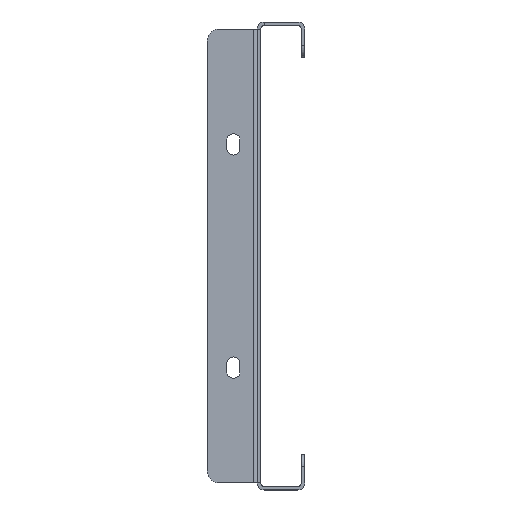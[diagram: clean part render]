
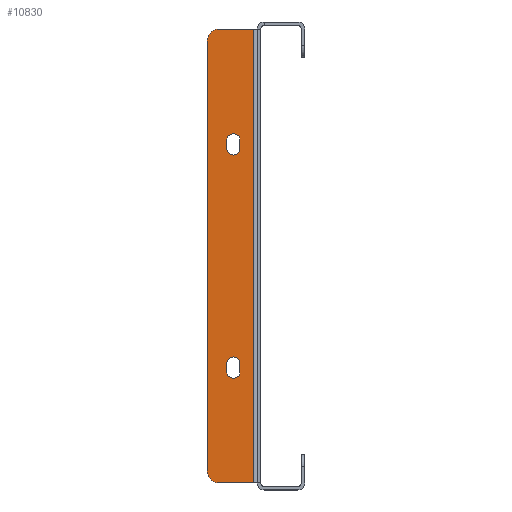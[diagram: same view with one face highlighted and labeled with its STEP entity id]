
A CAD part, left-side view. The second image highlights one B-rep face of the part: STEP entity #10830.
In plain terms, the highlighted planar face has unit normal (-1, 0, 0).
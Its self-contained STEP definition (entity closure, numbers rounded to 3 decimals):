
#60 = CARTESIAN_POINT ( 'NONE',  ( -446., 10., -45.25 ) ) ;
#109 = CARTESIAN_POINT ( 'NONE',  ( -446., 12.75, -45.25 ) ) ;
#116 = CIRCLE ( 'NONE', #2934, 5. ) ;
#144 = ORIENTED_EDGE ( 'NONE', *, *, #4511, .F. ) ;
#214 = VERTEX_POINT ( 'NONE', #109 ) ;
#292 = VECTOR ( 'NONE', #1896, 1000. ) ;
#654 = VECTOR ( 'NONE', #9180, 1000. ) ;
#789 = DIRECTION ( 'NONE',  ( -1., 0., 0. ) ) ;
#798 = CARTESIAN_POINT ( 'NONE',  ( -446., 16., -95.5 ) ) ;
#883 = VERTEX_POINT ( 'NONE', #10198 ) ;
#1016 = VECTOR ( 'NONE', #2284, 1000. ) ;
#1074 = CARTESIAN_POINT ( 'NONE',  ( -446., 0., 95.5 ) ) ;
#1179 = LINE ( 'NONE', #7897, #7397 ) ;
#1307 = EDGE_CURVE ( 'NONE', #1697, #10435, #4844, .T. ) ;
#1326 = CARTESIAN_POINT ( 'NONE',  ( -446., 10., 45.25 ) ) ;
#1358 = EDGE_CURVE ( 'NONE', #7451, #3812, #3965, .T. ) ;
#1421 = ORIENTED_EDGE ( 'NONE', *, *, #10562, .F. ) ;
#1456 = ORIENTED_EDGE ( 'NONE', *, *, #1307, .F. ) ;
#1667 = CARTESIAN_POINT ( 'NONE',  ( -446., 1.5, 0. ) ) ;
#1697 = VERTEX_POINT ( 'NONE', #1863 ) ;
#1749 = VERTEX_POINT ( 'NONE', #4541 ) ;
#1863 = CARTESIAN_POINT ( 'NONE',  ( -446., 1.5, -95.5 ) ) ;
#1896 = DIRECTION ( 'NONE',  ( 0., -1., 0. ) ) ;
#2081 = VERTEX_POINT ( 'NONE', #7232 ) ;
#2095 = DIRECTION ( 'NONE',  ( 0., -1., 0. ) ) ;
#2123 = ORIENTED_EDGE ( 'NONE', *, *, #7749, .F. ) ;
#2284 = DIRECTION ( 'NONE',  ( 0., 0., 1. ) ) ;
#2534 = ORIENTED_EDGE ( 'NONE', *, *, #8661, .F. ) ;
#2934 = AXIS2_PLACEMENT_3D ( 'NONE', #7637, #5239, #3632 ) ;
#2943 = VECTOR ( 'NONE', #7144, 1000. ) ;
#3063 = CARTESIAN_POINT ( 'NONE',  ( -446., 12.75, 45.25 ) ) ;
#3066 = VERTEX_POINT ( 'NONE', #9428 ) ;
#3237 = CARTESIAN_POINT ( 'NONE',  ( -446., 1.5, 95.5 ) ) ;
#3240 = VERTEX_POINT ( 'NONE', #9195 ) ;
#3402 = CARTESIAN_POINT ( 'NONE',  ( -446., 16., 95.5 ) ) ;
#3445 = DIRECTION ( 'NONE',  ( -1., 0., 0. ) ) ;
#3457 = LINE ( 'NONE', #1667, #654 ) ;
#3458 = FACE_OUTER_BOUND ( 'NONE', #9992, .T. ) ;
#3527 = VECTOR ( 'NONE', #6455, 1000. ) ;
#3632 = DIRECTION ( 'NONE',  ( 0., -1., 0. ) ) ;
#3687 = DIRECTION ( 'NONE',  ( 0., 0., -1. ) ) ;
#3736 = ORIENTED_EDGE ( 'NONE', *, *, #7982, .F. ) ;
#3802 = DIRECTION ( 'NONE',  ( 0., -1., 0. ) ) ;
#3812 = VERTEX_POINT ( 'NONE', #10646 ) ;
#3824 = VERTEX_POINT ( 'NONE', #9033 ) ;
#3869 = EDGE_LOOP ( 'NONE', ( #4039, #2123, #144, #1421 ) ) ;
#3965 = CIRCLE ( 'NONE', #5372, 5. ) ;
#4011 = CARTESIAN_POINT ( 'NONE',  ( -446., 21., -90.5 ) ) ;
#4039 = ORIENTED_EDGE ( 'NONE', *, *, #6012, .F. ) ;
#4052 = CIRCLE ( 'NONE', #5449, 2.75 ) ;
#4301 = DIRECTION ( 'NONE',  ( 0., -1., 0. ) ) ;
#4367 = VERTEX_POINT ( 'NONE', #3237 ) ;
#4450 = LINE ( 'NONE', #5369, #6680 ) ;
#4511 = EDGE_CURVE ( 'NONE', #1749, #3824, #7205, .T. ) ;
#4541 = CARTESIAN_POINT ( 'NONE',  ( -446., 12.75, -48.75 ) ) ;
#4544 = DIRECTION ( 'NONE',  ( 0., 0., 1. ) ) ;
#4697 = EDGE_CURVE ( 'NONE', #1697, #4367, #3457, .T. ) ;
#4844 = LINE ( 'NONE', #4952, #9465 ) ;
#4952 = CARTESIAN_POINT ( 'NONE',  ( -446., 21., -95.5 ) ) ;
#5013 = PLANE ( 'NONE',  #7036 ) ;
#5100 = AXIS2_PLACEMENT_3D ( 'NONE', #1326, #5544, #2095 ) ;
#5239 = DIRECTION ( 'NONE',  ( -1., 0., 0. ) ) ;
#5369 = CARTESIAN_POINT ( 'NONE',  ( -446., 7.25, -45.25 ) ) ;
#5372 = AXIS2_PLACEMENT_3D ( 'NONE', #9451, #8614, #10958 ) ;
#5437 = ORIENTED_EDGE ( 'NONE', *, *, #6376, .T. ) ;
#5449 = AXIS2_PLACEMENT_3D ( 'NONE', #9527, #7954, #3802 ) ;
#5544 = DIRECTION ( 'NONE',  ( -1., 0., 0. ) ) ;
#5655 = EDGE_CURVE ( 'NONE', #883, #2081, #7291, .T. ) ;
#5907 = LINE ( 'NONE', #9307, #1016 ) ;
#5974 = CIRCLE ( 'NONE', #5100, 2.75 ) ;
#6012 = EDGE_CURVE ( 'NONE', #3066, #214, #8125, .T. ) ;
#6119 = CARTESIAN_POINT ( 'NONE',  ( -446., 7.25, 48.75 ) ) ;
#6246 = EDGE_CURVE ( 'NONE', #10616, #3812, #5907, .T. ) ;
#6376 = EDGE_CURVE ( 'NONE', #10616, #10435, #116, .T. ) ;
#6455 = DIRECTION ( 'NONE',  ( 0., 0., -1. ) ) ;
#6572 = LINE ( 'NONE', #9648, #2943 ) ;
#6680 = VECTOR ( 'NONE', #4544, 1000. ) ;
#6758 = VERTEX_POINT ( 'NONE', #6119 ) ;
#6911 = ORIENTED_EDGE ( 'NONE', *, *, #7207, .F. ) ;
#7036 = AXIS2_PLACEMENT_3D ( 'NONE', #10123, #789, #4301 ) ;
#7101 = ORIENTED_EDGE ( 'NONE', *, *, #6246, .F. ) ;
#7144 = DIRECTION ( 'NONE',  ( 0., 0., 1. ) ) ;
#7205 = CIRCLE ( 'NONE', #7756, 2.75 ) ;
#7207 = EDGE_CURVE ( 'NONE', #7451, #4367, #10351, .T. ) ;
#7232 = CARTESIAN_POINT ( 'NONE',  ( -446., 12.75, 45.25 ) ) ;
#7291 = LINE ( 'NONE', #3063, #3527 ) ;
#7366 = ORIENTED_EDGE ( 'NONE', *, *, #7938, .F. ) ;
#7377 = EDGE_LOOP ( 'NONE', ( #3736, #10137, #2534, #7366 ) ) ;
#7397 = VECTOR ( 'NONE', #3687, 1000. ) ;
#7451 = VERTEX_POINT ( 'NONE', #3402 ) ;
#7624 = FACE_BOUND ( 'NONE', #7377, .T. ) ;
#7637 = CARTESIAN_POINT ( 'NONE',  ( -446., 16., -90.5 ) ) ;
#7725 = ORIENTED_EDGE ( 'NONE', *, *, #1358, .T. ) ;
#7749 = EDGE_CURVE ( 'NONE', #3824, #3066, #4450, .T. ) ;
#7756 = AXIS2_PLACEMENT_3D ( 'NONE', #9832, #9945, #8898 ) ;
#7897 = CARTESIAN_POINT ( 'NONE',  ( -446., 12.75, -45.25 ) ) ;
#7938 = EDGE_CURVE ( 'NONE', #3240, #6758, #6572, .T. ) ;
#7954 = DIRECTION ( 'NONE',  ( -1., 0., 0. ) ) ;
#7982 = EDGE_CURVE ( 'NONE', #2081, #3240, #5974, .T. ) ;
#8125 = CIRCLE ( 'NONE', #8499, 2.75 ) ;
#8499 = AXIS2_PLACEMENT_3D ( 'NONE', #60, #3445, #9394 ) ;
#8614 = DIRECTION ( 'NONE',  ( -1., 0., 0. ) ) ;
#8661 = EDGE_CURVE ( 'NONE', #6758, #883, #4052, .T. ) ;
#8898 = DIRECTION ( 'NONE',  ( 0., 1., 0. ) ) ;
#9033 = CARTESIAN_POINT ( 'NONE',  ( -446., 7.25, -48.75 ) ) ;
#9180 = DIRECTION ( 'NONE',  ( 0., 0., 1. ) ) ;
#9195 = CARTESIAN_POINT ( 'NONE',  ( -446., 7.25, 45.25 ) ) ;
#9307 = CARTESIAN_POINT ( 'NONE',  ( -446., 21., 95.5 ) ) ;
#9348 = FACE_BOUND ( 'NONE', #3869, .T. ) ;
#9394 = DIRECTION ( 'NONE',  ( 0., 1., 0. ) ) ;
#9428 = CARTESIAN_POINT ( 'NONE',  ( -446., 7.25, -45.25 ) ) ;
#9451 = CARTESIAN_POINT ( 'NONE',  ( -446., 16., 90.5 ) ) ;
#9465 = VECTOR ( 'NONE', #10794, 1000. ) ;
#9527 = CARTESIAN_POINT ( 'NONE',  ( -446., 10., 48.75 ) ) ;
#9573 = ORIENTED_EDGE ( 'NONE', *, *, #4697, .T. ) ;
#9648 = CARTESIAN_POINT ( 'NONE',  ( -446., 7.25, 45.25 ) ) ;
#9832 = CARTESIAN_POINT ( 'NONE',  ( -446., 10., -48.75 ) ) ;
#9945 = DIRECTION ( 'NONE',  ( -1., 0., 0. ) ) ;
#9992 = EDGE_LOOP ( 'NONE', ( #6911, #7725, #7101, #5437, #1456, #9573 ) ) ;
#10123 = CARTESIAN_POINT ( 'NONE',  ( -446., 0., 0. ) ) ;
#10137 = ORIENTED_EDGE ( 'NONE', *, *, #5655, .F. ) ;
#10198 = CARTESIAN_POINT ( 'NONE',  ( -446., 12.75, 48.75 ) ) ;
#10351 = LINE ( 'NONE', #1074, #292 ) ;
#10435 = VERTEX_POINT ( 'NONE', #798 ) ;
#10562 = EDGE_CURVE ( 'NONE', #214, #1749, #1179, .T. ) ;
#10616 = VERTEX_POINT ( 'NONE', #4011 ) ;
#10646 = CARTESIAN_POINT ( 'NONE',  ( -446., 21., 90.5 ) ) ;
#10794 = DIRECTION ( 'NONE',  ( 0., 1., 0. ) ) ;
#10830 = ADVANCED_FACE ( 'NONE', ( #7624, #9348, #3458 ), #5013, .T. ) ;
#10958 = DIRECTION ( 'NONE',  ( 0., -1., 0. ) ) ;
